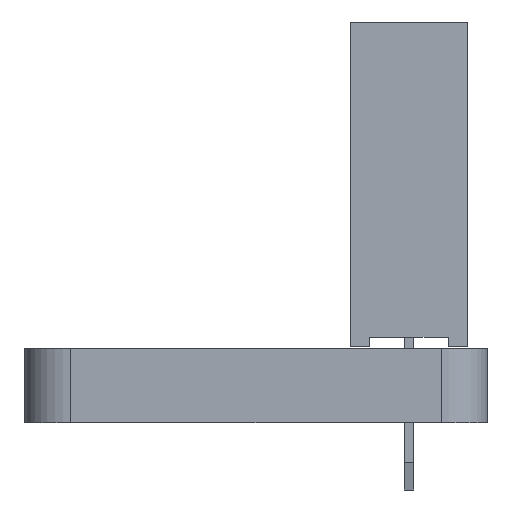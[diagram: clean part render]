
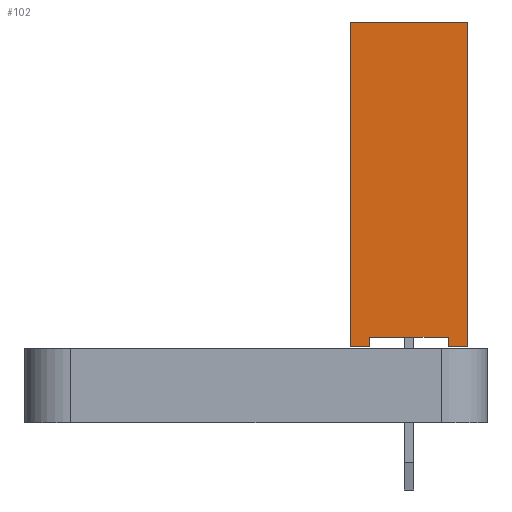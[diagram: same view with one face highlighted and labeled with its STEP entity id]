
A CAD part, front view. The second image highlights one B-rep face of the part: STEP entity #102.
In plain terms, the highlighted planar face has unit normal (0, -1, 0).
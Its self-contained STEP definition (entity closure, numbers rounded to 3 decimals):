
#66 = EDGE_CURVE('',#67,#69,#71,.T.);
#67 = VERTEX_POINT('',#68);
#68 = CARTESIAN_POINT('',(1.27,-3.81,0.));
#69 = VERTEX_POINT('',#70);
#70 = CARTESIAN_POINT('',(1.27,-3.81,7.));
#71 = LINE('',#72,#73);
#72 = CARTESIAN_POINT('',(1.27,-3.81,0.));
#73 = VECTOR('',#74,1.);
#74 = DIRECTION('',(0.,0.,1.));
#102 = ADVANCED_FACE('',(#103),#160,.F.);
#103 = FACE_BOUND('',#104,.F.);
#104 = EDGE_LOOP('',(#105,#115,#123,#129,#130,#138,#146,#154));
#105 = ORIENTED_EDGE('',*,*,#106,.F.);
#106 = EDGE_CURVE('',#107,#109,#111,.T.);
#107 = VERTEX_POINT('',#108);
#108 = CARTESIAN_POINT('',(-1.27,-3.81,0.));
#109 = VERTEX_POINT('',#110);
#110 = CARTESIAN_POINT('',(-0.847,-3.81,0.));
#111 = LINE('',#112,#113);
#112 = CARTESIAN_POINT('',(-1.27,-3.81,0.));
#113 = VECTOR('',#114,1.);
#114 = DIRECTION('',(1.,0.,0.));
#115 = ORIENTED_EDGE('',*,*,#116,.T.);
#116 = EDGE_CURVE('',#107,#117,#119,.T.);
#117 = VERTEX_POINT('',#118);
#118 = CARTESIAN_POINT('',(-1.27,-3.81,7.));
#119 = LINE('',#120,#121);
#120 = CARTESIAN_POINT('',(-1.27,-3.81,0.));
#121 = VECTOR('',#122,1.);
#122 = DIRECTION('',(0.,0.,1.));
#123 = ORIENTED_EDGE('',*,*,#124,.T.);
#124 = EDGE_CURVE('',#117,#69,#125,.T.);
#125 = LINE('',#126,#127);
#126 = CARTESIAN_POINT('',(-1.27,-3.81,7.));
#127 = VECTOR('',#128,1.);
#128 = DIRECTION('',(1.,0.,0.));
#129 = ORIENTED_EDGE('',*,*,#66,.F.);
#130 = ORIENTED_EDGE('',*,*,#131,.F.);
#131 = EDGE_CURVE('',#132,#67,#134,.T.);
#132 = VERTEX_POINT('',#133);
#133 = CARTESIAN_POINT('',(0.847,-3.81,0.));
#134 = LINE('',#135,#136);
#135 = CARTESIAN_POINT('',(-1.27,-3.81,0.));
#136 = VECTOR('',#137,1.);
#137 = DIRECTION('',(1.,0.,0.));
#138 = ORIENTED_EDGE('',*,*,#139,.T.);
#139 = EDGE_CURVE('',#132,#140,#142,.T.);
#140 = VERTEX_POINT('',#141);
#141 = CARTESIAN_POINT('',(0.847,-3.81,0.2));
#142 = LINE('',#143,#144);
#143 = CARTESIAN_POINT('',(0.847,-3.81,0.));
#144 = VECTOR('',#145,1.);
#145 = DIRECTION('',(0.,0.,1.));
#146 = ORIENTED_EDGE('',*,*,#147,.F.);
#147 = EDGE_CURVE('',#148,#140,#150,.T.);
#148 = VERTEX_POINT('',#149);
#149 = CARTESIAN_POINT('',(-0.847,-3.81,0.2));
#150 = LINE('',#151,#152);
#151 = CARTESIAN_POINT('',(-0.847,-3.81,0.2));
#152 = VECTOR('',#153,1.);
#153 = DIRECTION('',(1.,0.,0.));
#154 = ORIENTED_EDGE('',*,*,#155,.F.);
#155 = EDGE_CURVE('',#109,#148,#156,.T.);
#156 = LINE('',#157,#158);
#157 = CARTESIAN_POINT('',(-0.847,-3.81,0.));
#158 = VECTOR('',#159,1.);
#159 = DIRECTION('',(0.,0.,1.));
#160 = PLANE('',#161);
#161 = AXIS2_PLACEMENT_3D('',#162,#163,#164);
#162 = CARTESIAN_POINT('',(-1.27,-3.81,0.));
#163 = DIRECTION('',(0.,1.,0.));
#164 = DIRECTION('',(1.,0.,0.));
